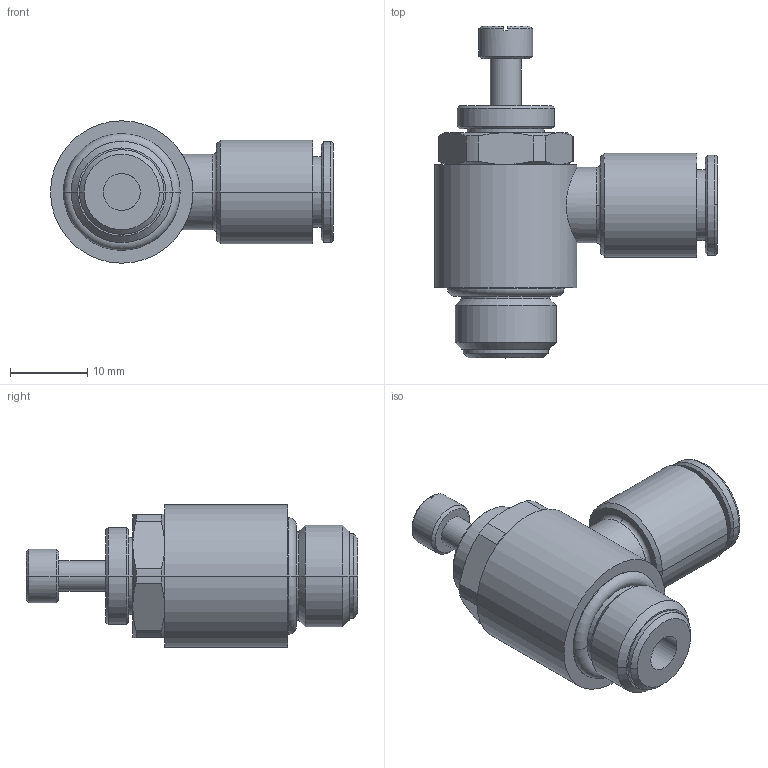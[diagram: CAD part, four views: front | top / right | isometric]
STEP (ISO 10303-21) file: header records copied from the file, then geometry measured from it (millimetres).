
FILE_DESCRIPTION(('STEP AP214'),'1');
FILE_NAME('7660_08_13.stp','2016-07-07T14:55:26',('TraceParts'),('TraceParts S.A.'),'Spatial InterOp 3D',' ',' ');
FILE_SCHEMA(('automotive_design'));
Length unit declared in the file: millimetre
Products named in the file (1): 1
Bounding box: 36.75 x 43.1 x 18.5 mm (x, y, z)
Volume: 7757.8 mm3; surface area: 4419.5 mm2
Topology: 1 solids, 1 shells, 110 faces, 252 edges, 154 vertices
Faces by surface type: cylinder 38, cone 38, plane 26, torus 8
Entity records: 3361 total; most frequent: CARTESIAN_POINT 840, DIRECTION 576, ORIENTED_EDGE 504, EDGE_CURVE 252, AXIS2_PLACEMENT_3D 248, VERTEX_POINT 154, CIRCLE 137, EDGE_LOOP 122
